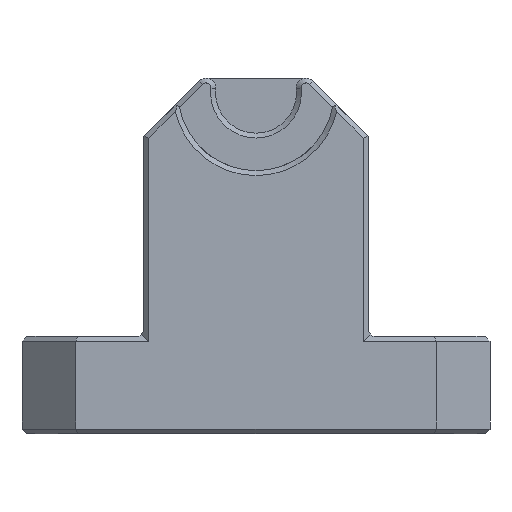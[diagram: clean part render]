
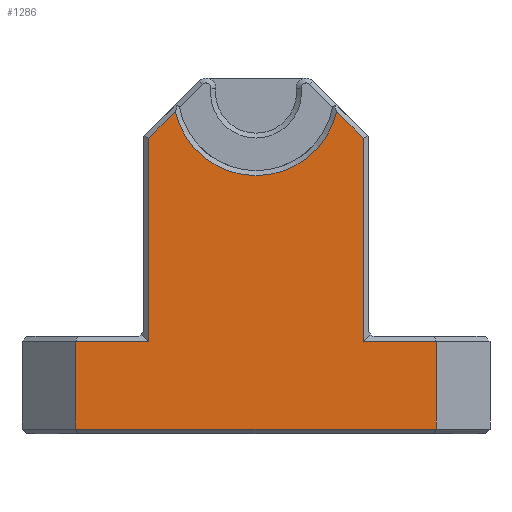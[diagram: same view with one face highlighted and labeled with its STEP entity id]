
A CAD part, front view. The second image highlights one B-rep face of the part: STEP entity #1286.
In plain terms, the highlighted planar face has unit normal (0, -1, 0).
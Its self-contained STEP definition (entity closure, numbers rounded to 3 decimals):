
#37=CIRCLE('',#1387,8.5);
#82=FACE_OUTER_BOUND('',#158,.T.);
#158=EDGE_LOOP('',(#913,#914,#915,#916,#917,#918,#919,#920,#921,#922));
#246=LINE('',#1917,#399);
#257=LINE('',#1944,#410);
#259=LINE('',#1948,#412);
#260=LINE('',#1950,#413);
#261=LINE('',#1952,#414);
#262=LINE('',#1954,#415);
#263=LINE('',#1956,#416);
#264=LINE('',#1958,#417);
#265=LINE('',#1959,#418);
#399=VECTOR('',#1537,1.);
#410=VECTOR('',#1558,1.);
#412=VECTOR('',#1562,1.);
#413=VECTOR('',#1563,1.);
#414=VECTOR('',#1564,1.);
#415=VECTOR('',#1565,1.);
#416=VECTOR('',#1566,1.);
#417=VECTOR('',#1567,1.);
#418=VECTOR('',#1568,1.);
#554=VERTEX_POINT('',#1903);
#555=VERTEX_POINT('',#1907);
#557=VERTEX_POINT('',#1915);
#568=VERTEX_POINT('',#1943);
#569=VERTEX_POINT('',#1947);
#570=VERTEX_POINT('',#1949);
#571=VERTEX_POINT('',#1951);
#572=VERTEX_POINT('',#1953);
#573=VERTEX_POINT('',#1955);
#574=VERTEX_POINT('',#1957);
#678=EDGE_CURVE('',#554,#555,#37,.T.);
#682=EDGE_CURVE('',#557,#554,#246,.F.);
#695=EDGE_CURVE('',#555,#568,#257,.T.);
#697=EDGE_CURVE('',#569,#557,#259,.F.);
#698=EDGE_CURVE('',#570,#569,#260,.F.);
#699=EDGE_CURVE('',#571,#570,#261,.T.);
#700=EDGE_CURVE('',#572,#571,#262,.T.);
#701=EDGE_CURVE('',#572,#573,#263,.T.);
#702=EDGE_CURVE('',#574,#573,#264,.F.);
#703=EDGE_CURVE('',#568,#574,#265,.T.);
#913=ORIENTED_EDGE('',*,*,#678,.F.);
#914=ORIENTED_EDGE('',*,*,#682,.F.);
#915=ORIENTED_EDGE('',*,*,#697,.F.);
#916=ORIENTED_EDGE('',*,*,#698,.F.);
#917=ORIENTED_EDGE('',*,*,#699,.F.);
#918=ORIENTED_EDGE('',*,*,#700,.F.);
#919=ORIENTED_EDGE('',*,*,#701,.T.);
#920=ORIENTED_EDGE('',*,*,#702,.F.);
#921=ORIENTED_EDGE('',*,*,#703,.F.);
#922=ORIENTED_EDGE('',*,*,#695,.F.);
#1221=PLANE('',#1394);
#1286=ADVANCED_FACE('',(#82),#1221,.F.);
#1387=AXIS2_PLACEMENT_3D('',#1908,#1531,#1532);
#1394=AXIS2_PLACEMENT_3D('',#1946,#1560,#1561);
#1531=DIRECTION('center_axis',(0.,-1.,0.));
#1532=DIRECTION('ref_axis',(-1.,0.,0.));
#1537=DIRECTION('',(-0.707,0.,-0.707));
#1558=DIRECTION('',(0.707,0.,-0.707));
#1560=DIRECTION('center_axis',(0.,1.,0.));
#1561=DIRECTION('ref_axis',(-1.,0.,0.));
#1562=DIRECTION('',(0.,0.,-1.));
#1563=DIRECTION('',(-1.,0.,0.));
#1564=DIRECTION('',(0.,0.,1.));
#1565=DIRECTION('',(-1.,0.,0.));
#1566=DIRECTION('',(0.,0.,1.));
#1567=DIRECTION('',(-1.,0.,0.));
#1568=DIRECTION('',(0.,0.,-1.));
#1903=CARTESIAN_POINT('',(-8.275,-10.,-1.942));
#1907=CARTESIAN_POINT('',(8.275,-10.,-1.942));
#1908=CARTESIAN_POINT('Origin',(0.,-10.,0.));
#1915=CARTESIAN_POINT('',(-11.,-10.,-4.667));
#1917=CARTESIAN_POINT('',(-11.766,-10.,-5.434));
#1943=CARTESIAN_POINT('',(11.,-10.,-4.667));
#1944=CARTESIAN_POINT('',(8.24,-10.,-1.907));
#1946=CARTESIAN_POINT('Origin',(0.,-10.,0.));
#1947=CARTESIAN_POINT('',(-11.,-10.,-25.5));
#1948=CARTESIAN_POINT('',(-11.,-10.,-15.084));
#1949=CARTESIAN_POINT('',(-18.5,-10.,-25.5));
#1950=CARTESIAN_POINT('',(-14.75,-10.,-25.5));
#1951=CARTESIAN_POINT('',(-18.5,-10.,-34.5));
#1952=CARTESIAN_POINT('',(-18.5,-10.,-30.));
#1953=CARTESIAN_POINT('',(18.5,-10.,-34.5));
#1954=CARTESIAN_POINT('',(0.,-10.,-34.5));
#1955=CARTESIAN_POINT('',(18.5,-10.,-25.5));
#1956=CARTESIAN_POINT('',(18.5,-10.,-30.));
#1957=CARTESIAN_POINT('',(11.,-10.,-25.5));
#1958=CARTESIAN_POINT('',(14.75,-10.,-25.5));
#1959=CARTESIAN_POINT('',(11.,-10.,-15.084));
